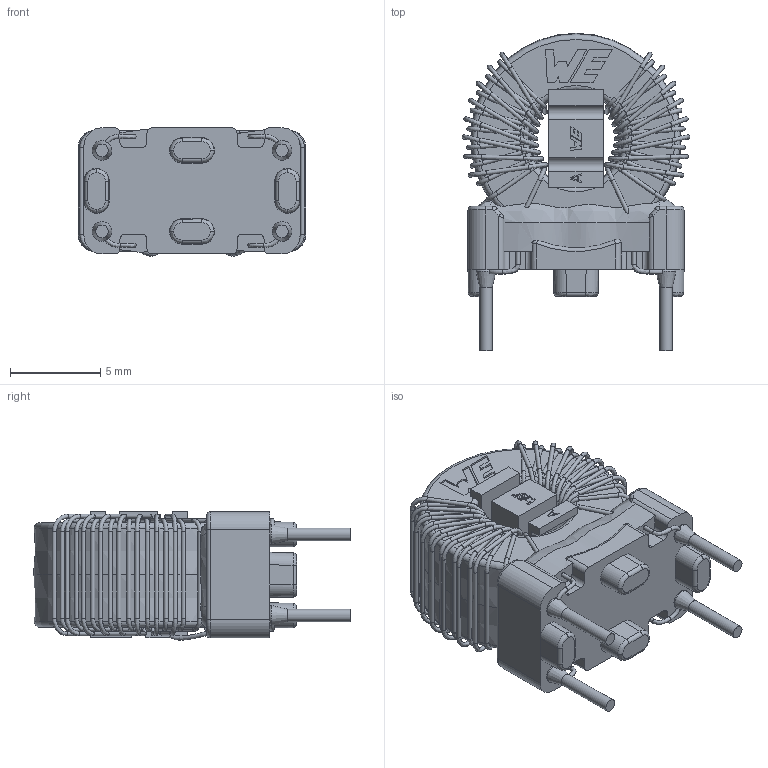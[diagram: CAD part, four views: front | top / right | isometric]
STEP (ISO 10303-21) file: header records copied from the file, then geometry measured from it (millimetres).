
FILE_DESCRIPTION(/* description */ ('Unknown'),/* implementation_level */ '2;1');
FILE_NAME(/* name */ '7448011305',/* time_stamp */ '2023-11-17T12:43:04+01:00',/* author */ ('Unknown'),/* organization */ ('Unknown'),/* preprocessor_version */ 'ST-DEVELOPER v16.7',/* originating_system */ 'Solid Edge',/* authorisation */ 'Unknown');
FILE_SCHEMA (('AUTOMOTIVE_DESIGN {1 0 10303 214 3 1 1}'));
Products named in the file (10): 7448011305; Base; Case; CASE-T1006-2A; CORE-M3578-05; CASE-T1006-2B; Turns; Spacer; Glue; Solderpoint
Assembly tree (9 placements, depth 3):
  7448011305
    Base
    Case
      CASE-T1006-2A
      CORE-M3578-05
      CASE-T1006-2B
    Turns
    Spacer
    Glue
    Solderpoint
Bounding box: 12.65 x 17.61 x 7.12 mm (x, y, z)
Volume: 827.9 mm3; surface area: 2643.9 mm2
Topology: 11 solids, 12 shells, 716 faces, 1642 edges, 965 vertices
Faces by surface type: cylinder 257, plane 187, bspline 184, torus 79, cone 9
Full cylindrical faces by diameter (mm): 0.23 x148, 0.7 x4, 6.1 x2, 6.5 x1, 9.8 x1, 10.2 x2, 11 x2
Entity records: 40199 total; most frequent: CARTESIAN_POINT 24143, DIRECTION 2722, ORIENTED_EDGE 2538, EDGE_CURVE 1269, AXIS2_PLACEMENT_3D 1124, EDGE_LOOP 1085, FACE_BOUND 1085, VERTEX_POINT 932
